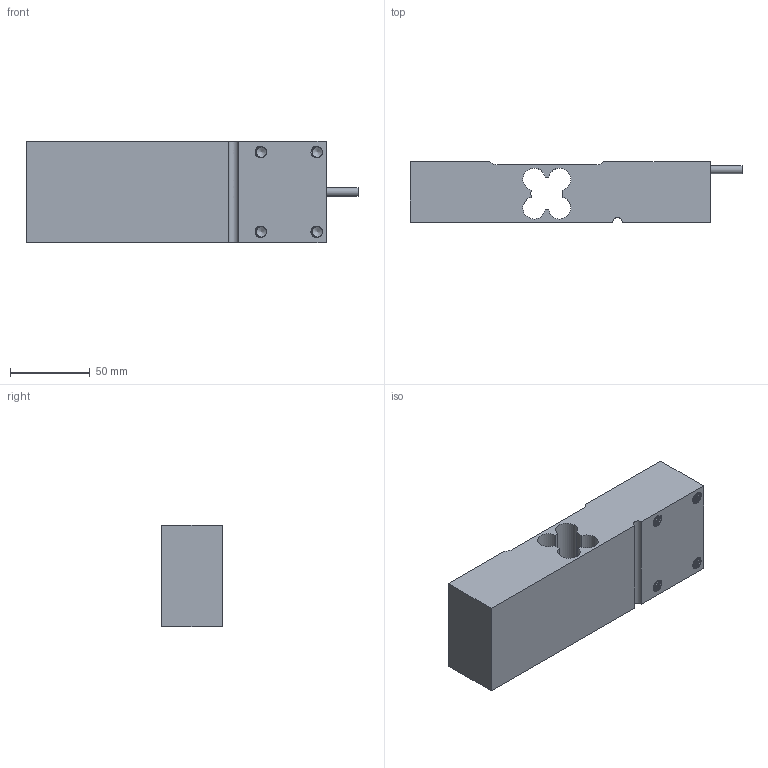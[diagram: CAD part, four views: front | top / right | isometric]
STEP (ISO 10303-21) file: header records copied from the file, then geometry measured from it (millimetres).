
FILE_DESCRIPTION(/* description */ (''),/* implementation_level */ '2;1');
FILE_NAME(/* name */ '108HAUN-(50-635)kg v2.step',/* time_stamp */ '2020-01-28T08:59:51-08:00',/* author */ (''),/* organization */ (''),/* preprocessor_version */ 'ST-DEVELOPER v18',/* originating_system */ 'Autodesk Translation Framework v8.12.0.6',/* authorisation */ '');
FILE_SCHEMA (('AUTOMOTIVE_DESIGN { 1 0 10303 214 3 1 1 }'));
Length unit declared in the file: millimetre
Products named in the file (1): 108HAUN-(50-635)kg
Bounding box: 208 x 38 x 63.3 mm (x, y, z)
Volume: 390086.6 mm3; surface area: 56027.5 mm2
Topology: 1 solids, 1 shells, 342 faces, 865 edges, 526 vertices
Faces by surface type: cylinder 300, plane 18, bspline 16, cone 8
Full cylindrical faces by diameter (mm): 5.1 x1, 6.566 x128, 7.938 x128
Entity records: 23386 total; most frequent: CARTESIAN_POINT 16182, ORIENTED_EDGE 1714, DIRECTION 1111, EDGE_CURVE 857, VERTEX_POINT 526, B_SPLINE_CURVE_WITH_KNOTS 472, AXIS2_PLACEMENT_3D 399, EDGE_LOOP 353
